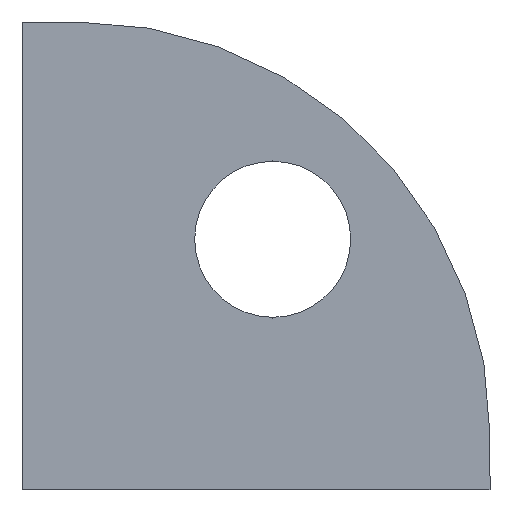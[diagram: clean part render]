
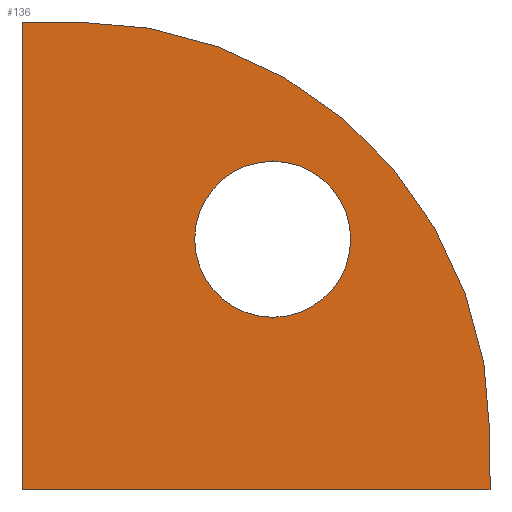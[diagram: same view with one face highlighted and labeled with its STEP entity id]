
A CAD part, front view. The second image highlights one B-rep face of the part: STEP entity #136.
In plain terms, the highlighted planar face has unit normal (0, -1, 0).
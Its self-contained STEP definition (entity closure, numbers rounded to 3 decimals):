
#2 = CARTESIAN_POINT ( 'NONE',  ( 42.992, -6.57, 42. ) ) ;
#5 = FACE_BOUND ( 'NONE', #274, .T. ) ;
#9 = VERTEX_POINT ( 'NONE', #328 ) ;
#13 = EDGE_LOOP ( 'NONE', ( #103, #564, #433, #348, #293 ) ) ;
#19 = LINE ( 'NONE', #2, #430 ) ;
#31 = DIRECTION ( 'NONE',  ( 0., -1., 0. ) ) ;
#36 = CARTESIAN_POINT ( 'NONE',  ( 0.992, -6.57, 0. ) ) ;
#48 = DIRECTION ( 'NONE',  ( 0., -1., 0. ) ) ;
#78 = VERTEX_POINT ( 'NONE', #205 ) ;
#103 = ORIENTED_EDGE ( 'NONE', *, *, #270, .T. ) ;
#107 = CARTESIAN_POINT ( 'NONE',  ( 23.492, -6.57, 22.5 ) ) ;
#136 = ADVANCED_FACE ( 'NONE', ( #5, #201 ), #472, .T. ) ;
#137 = AXIS2_PLACEMENT_3D ( 'NONE', #107, #460, #409 ) ;
#148 = DIRECTION ( 'NONE',  ( 0., 1., 0. ) ) ;
#149 = CARTESIAN_POINT ( 'NONE',  ( 42.992, -6.57, 0. ) ) ;
#157 = EDGE_CURVE ( 'NONE', #9, #311, #273, .T. ) ;
#164 = DIRECTION ( 'NONE',  ( 0., 0., -1. ) ) ;
#180 = ORIENTED_EDGE ( 'NONE', *, *, #480, .T. ) ;
#188 = CARTESIAN_POINT ( 'NONE',  ( 21.992, -6.57, 0. ) ) ;
#201 = FACE_OUTER_BOUND ( 'NONE', #13, .T. ) ;
#205 = CARTESIAN_POINT ( 'NONE',  ( 5.992, -6.57, 42. ) ) ;
#216 = DIRECTION ( 'NONE',  ( 0., 0., -1. ) ) ;
#221 = VECTOR ( 'NONE', #216, 1000. ) ;
#246 = CARTESIAN_POINT ( 'NONE',  ( 23.492, -6.57, 15.5 ) ) ;
#263 = VECTOR ( 'NONE', #551, 1000. ) ;
#270 = EDGE_CURVE ( 'NONE', #387, #78, #343, .T. ) ;
#273 = LINE ( 'NONE', #36, #221 ) ;
#274 = EDGE_LOOP ( 'NONE', ( #180, #500 ) ) ;
#275 = CARTESIAN_POINT ( 'NONE',  ( 5.992, -6.57, 5. ) ) ;
#279 = AXIS2_PLACEMENT_3D ( 'NONE', #374, #31, #164 ) ;
#283 = DIRECTION ( 'NONE',  ( 0., 0., 1. ) ) ;
#293 = ORIENTED_EDGE ( 'NONE', *, *, #424, .T. ) ;
#310 = CARTESIAN_POINT ( 'NONE',  ( 23.492, -6.57, 29.5 ) ) ;
#311 = VERTEX_POINT ( 'NONE', #352 ) ;
#322 = DIRECTION ( 'NONE',  ( 0., 0., 1. ) ) ;
#323 = CIRCLE ( 'NONE', #356, 7. ) ;
#328 = CARTESIAN_POINT ( 'NONE',  ( 0.992, -6.57, 42. ) ) ;
#330 = VERTEX_POINT ( 'NONE', #310 ) ;
#334 = EDGE_CURVE ( 'NONE', #78, #9, #19, .T. ) ;
#337 = VERTEX_POINT ( 'NONE', #450 ) ;
#343 = CIRCLE ( 'NONE', #505, 37. ) ;
#348 = ORIENTED_EDGE ( 'NONE', *, *, #359, .T. ) ;
#352 = CARTESIAN_POINT ( 'NONE',  ( 0.992, -6.57, 0. ) ) ;
#356 = AXIS2_PLACEMENT_3D ( 'NONE', #498, #148, #322 ) ;
#359 = EDGE_CURVE ( 'NONE', #311, #337, #454, .T. ) ;
#361 = CARTESIAN_POINT ( 'NONE',  ( 42.992, -6.57, 5. ) ) ;
#365 = CIRCLE ( 'NONE', #137, 7. ) ;
#367 = EDGE_CURVE ( 'NONE', #419, #330, #323, .T. ) ;
#374 = CARTESIAN_POINT ( 'NONE',  ( 42.992, -6.57, 0. ) ) ;
#387 = VERTEX_POINT ( 'NONE', #361 ) ;
#390 = DIRECTION ( 'NONE',  ( 1., 0., 0. ) ) ;
#409 = DIRECTION ( 'NONE',  ( 0., 0., 1. ) ) ;
#419 = VERTEX_POINT ( 'NONE', #246 ) ;
#424 = EDGE_CURVE ( 'NONE', #337, #387, #462, .T. ) ;
#430 = VECTOR ( 'NONE', #494, 1000. ) ;
#433 = ORIENTED_EDGE ( 'NONE', *, *, #157, .T. ) ;
#450 = CARTESIAN_POINT ( 'NONE',  ( 42.992, -6.57, 0. ) ) ;
#454 = LINE ( 'NONE', #188, #263 ) ;
#460 = DIRECTION ( 'NONE',  ( 0., 1., 0. ) ) ;
#462 = LINE ( 'NONE', #149, #529 ) ;
#472 = PLANE ( 'NONE',  #279 ) ;
#480 = EDGE_CURVE ( 'NONE', #330, #419, #365, .T. ) ;
#494 = DIRECTION ( 'NONE',  ( -1., 0., 0. ) ) ;
#498 = CARTESIAN_POINT ( 'NONE',  ( 23.492, -6.57, 22.5 ) ) ;
#500 = ORIENTED_EDGE ( 'NONE', *, *, #367, .T. ) ;
#505 = AXIS2_PLACEMENT_3D ( 'NONE', #275, #48, #390 ) ;
#529 = VECTOR ( 'NONE', #283, 1000. ) ;
#551 = DIRECTION ( 'NONE',  ( 1., 0., 0. ) ) ;
#564 = ORIENTED_EDGE ( 'NONE', *, *, #334, .T. ) ;
